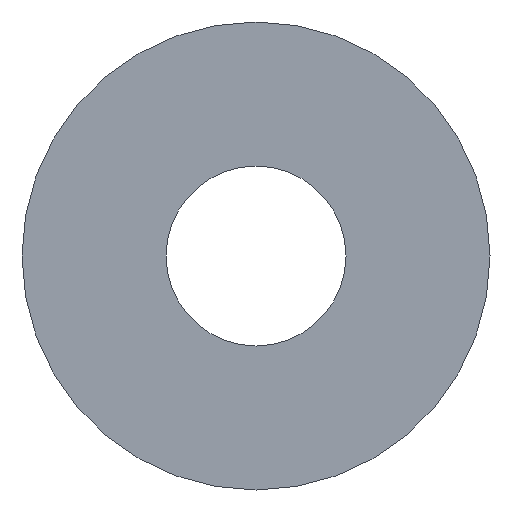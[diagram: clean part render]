
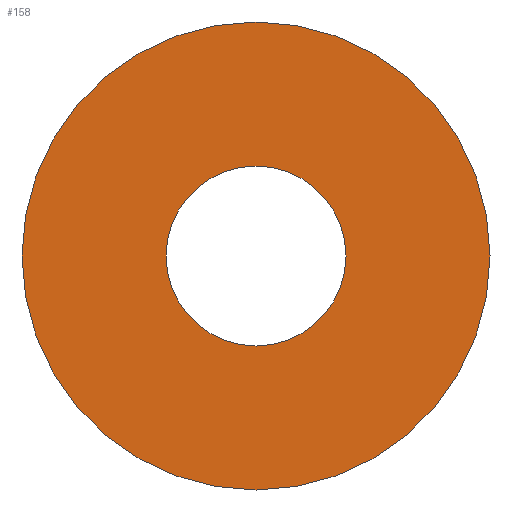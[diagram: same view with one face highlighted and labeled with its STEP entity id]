
A CAD part, front view. The second image highlights one B-rep face of the part: STEP entity #158.
In plain terms, the highlighted planar face has unit normal (0, -1, 0).
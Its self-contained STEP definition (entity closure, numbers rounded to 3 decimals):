
#3 = AXIS2_PLACEMENT_3D ( 'NONE', #168, #129, #15 ) ;
#4 = VERTEX_POINT ( 'NONE', #217 ) ;
#7 = DIRECTION ( 'NONE',  ( 0., 1., 0. ) ) ;
#8 = CARTESIAN_POINT ( 'NONE',  ( 0., 0., -2.5 ) ) ;
#10 = EDGE_LOOP ( 'NONE', ( #157, #249 ) ) ;
#11 = DIRECTION ( 'NONE',  ( 0., 0., 1. ) ) ;
#15 = DIRECTION ( 'NONE',  ( 0., 0., 1. ) ) ;
#28 = CARTESIAN_POINT ( 'NONE',  ( 0., 0., 0. ) ) ;
#31 = DIRECTION ( 'NONE',  ( 0., 0., 1. ) ) ;
#36 = EDGE_LOOP ( 'NONE', ( #125, #42 ) ) ;
#38 = EDGE_CURVE ( 'NONE', #79, #97, #153, .T. ) ;
#42 = ORIENTED_EDGE ( 'NONE', *, *, #240, .T. ) ;
#51 = DIRECTION ( 'NONE',  ( 0., 1., 0. ) ) ;
#59 = FACE_OUTER_BOUND ( 'NONE', #10, .T. ) ;
#60 = AXIS2_PLACEMENT_3D ( 'NONE', #28, #51, #101 ) ;
#66 = CIRCLE ( 'NONE', #3, 6.5 ) ;
#68 = PLANE ( 'NONE',  #111 ) ;
#71 = CARTESIAN_POINT ( 'NONE',  ( 0., 0., 2.5 ) ) ;
#73 = AXIS2_PLACEMENT_3D ( 'NONE', #109, #205, #11 ) ;
#79 = VERTEX_POINT ( 'NONE', #8 ) ;
#83 = DIRECTION ( 'NONE',  ( 0., 1., 0. ) ) ;
#93 = AXIS2_PLACEMENT_3D ( 'NONE', #239, #7, #145 ) ;
#97 = VERTEX_POINT ( 'NONE', #71 ) ;
#101 = DIRECTION ( 'NONE',  ( 0., 0., 1. ) ) ;
#109 = CARTESIAN_POINT ( 'NONE',  ( 0., 0., 0. ) ) ;
#111 = AXIS2_PLACEMENT_3D ( 'NONE', #199, #83, #31 ) ;
#120 = FACE_BOUND ( 'NONE', #36, .T. ) ;
#125 = ORIENTED_EDGE ( 'NONE', *, *, #38, .T. ) ;
#129 = DIRECTION ( 'NONE',  ( 0., 1., 0. ) ) ;
#140 = CIRCLE ( 'NONE', #73, 2.5 ) ;
#145 = DIRECTION ( 'NONE',  ( 0., 0., 1. ) ) ;
#153 = CIRCLE ( 'NONE', #60, 2.5 ) ;
#157 = ORIENTED_EDGE ( 'NONE', *, *, #211, .F. ) ;
#158 = ADVANCED_FACE ( 'NONE', ( #59, #120 ), #68, .F. ) ;
#168 = CARTESIAN_POINT ( 'NONE',  ( 0., 0., 0. ) ) ;
#177 = EDGE_CURVE ( 'NONE', #219, #4, #216, .T. ) ;
#199 = CARTESIAN_POINT ( 'NONE',  ( 0., 0., 0. ) ) ;
#204 = CARTESIAN_POINT ( 'NONE',  ( 0., 0., 6.5 ) ) ;
#205 = DIRECTION ( 'NONE',  ( 0., 1., 0. ) ) ;
#211 = EDGE_CURVE ( 'NONE', #4, #219, #66, .T. ) ;
#216 = CIRCLE ( 'NONE', #93, 6.5 ) ;
#217 = CARTESIAN_POINT ( 'NONE',  ( 0., 0., -6.5 ) ) ;
#219 = VERTEX_POINT ( 'NONE', #204 ) ;
#239 = CARTESIAN_POINT ( 'NONE',  ( 0., 0., 0. ) ) ;
#240 = EDGE_CURVE ( 'NONE', #97, #79, #140, .T. ) ;
#249 = ORIENTED_EDGE ( 'NONE', *, *, #177, .F. ) ;
